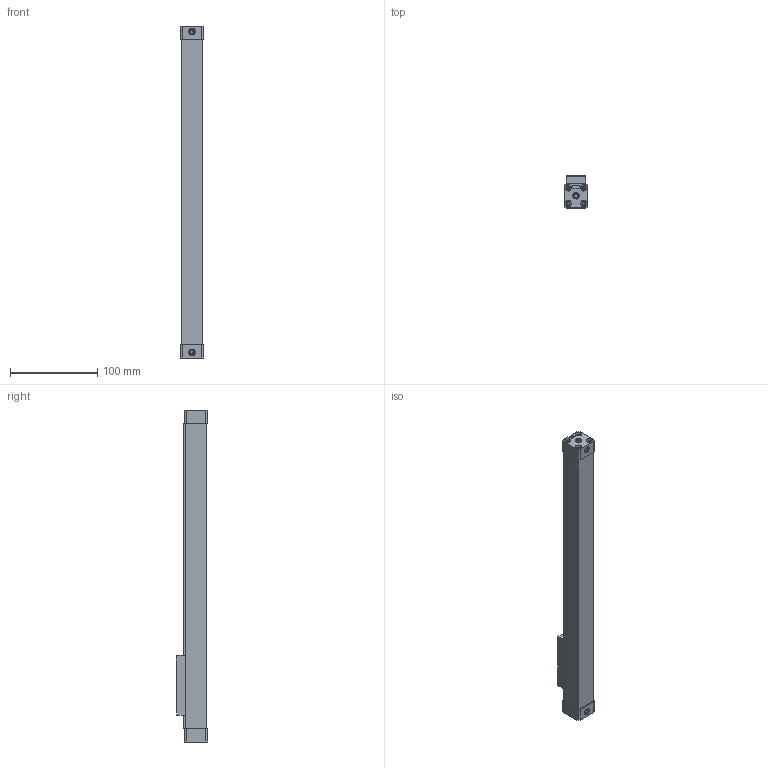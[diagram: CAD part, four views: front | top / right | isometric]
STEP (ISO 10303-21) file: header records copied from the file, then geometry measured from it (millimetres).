
FILE_DESCRIPTION( ( 'STEP AP203' ), '1' );
FILE_NAME( 'MCRPLF-90-16-0250(0).stp', '2020-06-04T09:22:42', ( 'License CC BY-ND 4.0' ), ( 'CADENAS' ), ' ', 'PARTsolutions', ' ' );
FILE_SCHEMA( ( 'CONFIG_CONTROL_DESIGN' ) );
Length unit declared in the file: millimetre
Products named in the file (3): MCRPLF-90-16-0250(0); _BodyMCRPLF-90-16-250; _RodMCRPLF-90:Standard type-16
Assembly tree (2 placements, depth 2):
  MCRPLF-90-16-0250(0)
    _BodyMCRPLF-90-16-250
    _RodMCRPLF-90:Standard type-16
Bounding box: 27 x 36.47 x 380 mm (x, y, z)
Volume: 249329.6 mm3; surface area: 52078.2 mm2
Topology: 2 solids, 2 shells, 224 faces, 560 edges, 364 vertices
Faces by surface type: plane 144, cylinder 60, cone 20
Full cylindrical faces by diameter (mm): 2.459 x10, 3.242 x4, 4.134 x6, 4.2 x2, 4.5 x8, 7.5 x8, 7.8 x6
Entity records: 6436 total; most frequent: CARTESIAN_POINT 1191, DIRECTION 1070, ORIENTED_EDGE 964, EDGE_CURVE 482, AXIS2_PLACEMENT_3D 379, VERTEX_POINT 348, EDGE_LOOP 326, LINE 312
